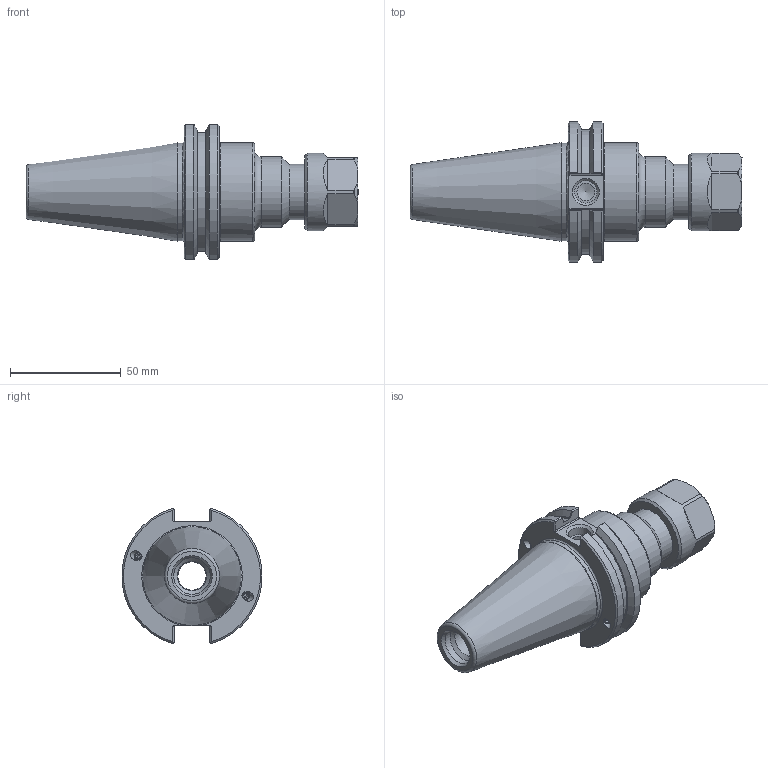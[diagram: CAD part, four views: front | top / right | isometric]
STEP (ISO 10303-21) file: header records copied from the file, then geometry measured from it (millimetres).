
FILE_DESCRIPTION((''),'2;1');
FILE_NAME('C40BC-20ERC322.iam.stp','2014-06-23T10:31:51',(''),(''),'Autodesk Inventor 2012','Autodesk Inventor 2012','');
FILE_SCHEMA(('AUTOMOTIVE_DESIGN { 1 0 10303 214 1 1 1 1 }'));
Length unit declared in the file: inch
Products named in the file (5): C40BC-20ERC322; C40BCB-20ER3-1; 029-965; 20ERHCN
Assembly tree (7 placements, depth 3):
  C40BC-20ERC322
    C40BCB-20ER3-1
      C40BCB-20ER3-1
      029-965  x4
    20ERHCN
Bounding box: 150.04 x 63.26 x 61.11 mm (x, y, z)
Volume: 147333.6 mm3; surface area: 33544.4 mm2
Topology: 6 solids, 6 shells, 212 faces, 513 edges, 331 vertices
Faces by surface type: plane 93, cylinder 54, cone 42, torus 11, bspline 8, sphere 4
Full cylindrical faces by diameter (mm): 3.3 x4, 4 x8, 4.1 x4, 4.2 x4, 8 x1, 10.135 x1, 12.751 x1, 13.386 x1, 14.478 x1, 15.76 x1, 16.459 x1, 20.83 x1, 23.5 x1, 25 x1, 26 x1, 31.75 x1, 35 x1, 43.942 x1, 44.45 x1
Entity records: 5906 total; most frequent: CARTESIAN_POINT 2140, DIRECTION 732, ORIENTED_EDGE 698, EDGE_CURVE 349, AXIS2_PLACEMENT_3D 303, VERTEX_POINT 251, EDGE_LOOP 236, FACE_OUTER_BOUND 164
